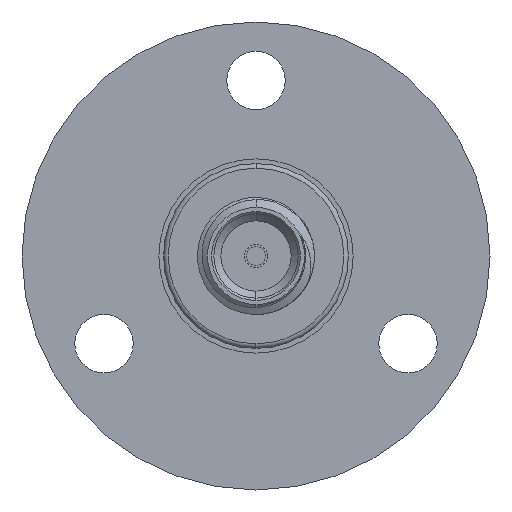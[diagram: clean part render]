
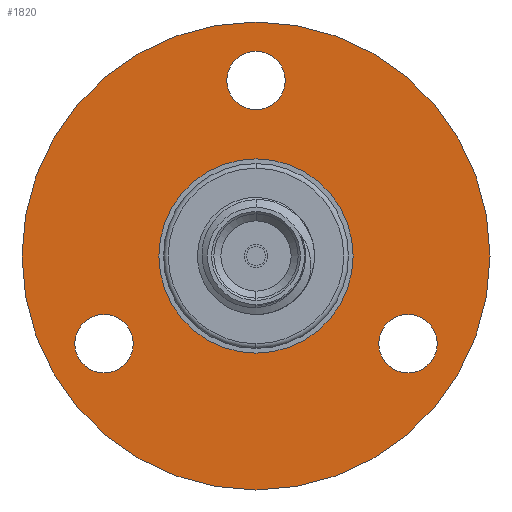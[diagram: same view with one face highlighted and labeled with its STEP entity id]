
A CAD part, left-side view. The second image highlights one B-rep face of the part: STEP entity #1820.
In plain terms, the highlighted planar face has unit normal (-1, 0, 0).
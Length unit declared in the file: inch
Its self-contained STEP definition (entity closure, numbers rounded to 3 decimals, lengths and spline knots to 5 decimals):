
#96 = CIRCLE ( 'NONE', #314, 0.0625 ) ;
#249 = DIRECTION ( 'NONE',  ( -1., 0., 0. ) ) ;
#314 = AXIS2_PLACEMENT_3D ( 'NONE', #1947, #13250, #8041 ) ;
#591 = AXIS2_PLACEMENT_3D ( 'NONE', #5500, #8728, #12713 ) ;
#616 = DIRECTION ( 'NONE',  ( -1., 0., 0. ) ) ;
#617 = VERTEX_POINT ( 'NONE', #4903 ) ;
#695 = DIRECTION ( 'NONE',  ( 0., 0., 1. ) ) ;
#798 = AXIS2_PLACEMENT_3D ( 'NONE', #7604, #6581, #12284 ) ;
#825 = EDGE_CURVE ( 'NONE', #2373, #4022, #7577, .T. ) ;
#868 = ORIENTED_EDGE ( 'NONE', *, *, #2668, .F. ) ;
#1069 = EDGE_CURVE ( 'NONE', #1288, #6291, #8898, .T. ) ;
#1288 = VERTEX_POINT ( 'NONE', #12584 ) ;
#1347 = DIRECTION ( 'NONE',  ( 0., 0., 1. ) ) ;
#1564 = VERTEX_POINT ( 'NONE', #6125 ) ;
#1585 = CARTESIAN_POINT ( 'NONE',  ( 0.272, -0.32476, -0.125 ) ) ;
#1820 = ADVANCED_FACE ( 'NONE', ( #3931, #8040, #7011, #3727, #13249 ), #11259, .F. ) ;
#1947 = CARTESIAN_POINT ( 'NONE',  ( 0.272, 0.32476, -0.1875 ) ) ;
#2267 = EDGE_LOOP ( 'NONE', ( #13283, #3476 ) ) ;
#2357 = EDGE_CURVE ( 'NONE', #1564, #617, #4749, .T. ) ;
#2373 = VERTEX_POINT ( 'NONE', #11075 ) ;
#2531 = VERTEX_POINT ( 'NONE', #12507 ) ;
#2668 = EDGE_CURVE ( 'NONE', #617, #1564, #6071, .T. ) ;
#2720 = DIRECTION ( 'NONE',  ( -1., 0., 0. ) ) ;
#2763 = CARTESIAN_POINT ( 'NONE',  ( 0.272, 0.2075, 0. ) ) ;
#2814 = ORIENTED_EDGE ( 'NONE', *, *, #5891, .F. ) ;
#3202 = CARTESIAN_POINT ( 'NONE',  ( 0.272, -0.32476, -0.25 ) ) ;
#3217 = AXIS2_PLACEMENT_3D ( 'NONE', #8979, #616, #5893 ) ;
#3218 = ORIENTED_EDGE ( 'NONE', *, *, #825, .T. ) ;
#3452 = DIRECTION ( 'NONE',  ( -1., 0., 0. ) ) ;
#3476 = ORIENTED_EDGE ( 'NONE', *, *, #1069, .F. ) ;
#3727 = FACE_BOUND ( 'NONE', #2267, .T. ) ;
#3919 = DIRECTION ( 'NONE',  ( 0., 0., 1. ) ) ;
#3931 = FACE_BOUND ( 'NONE', #7476, .T. ) ;
#4022 = VERTEX_POINT ( 'NONE', #7628 ) ;
#4057 = VERTEX_POINT ( 'NONE', #1585 ) ;
#4433 = DIRECTION ( 'NONE',  ( 0., 0., 1. ) ) ;
#4494 = ORIENTED_EDGE ( 'NONE', *, *, #10570, .F. ) ;
#4749 = CIRCLE ( 'NONE', #7160, 0.0625 ) ;
#4903 = CARTESIAN_POINT ( 'NONE',  ( 0.272, 0., 0.3125 ) ) ;
#4950 = CIRCLE ( 'NONE', #6694, 0.5 ) ;
#5139 = CIRCLE ( 'NONE', #13456, 0.0625 ) ;
#5500 = CARTESIAN_POINT ( 'NONE',  ( 0.272, 0., 0.375 ) ) ;
#5582 = CIRCLE ( 'NONE', #6025, 0.0625 ) ;
#5834 = AXIS2_PLACEMENT_3D ( 'NONE', #2763, #12018, #7966 ) ;
#5891 = EDGE_CURVE ( 'NONE', #13144, #2531, #6029, .T. ) ;
#5893 = DIRECTION ( 'NONE',  ( 0., 0., 1. ) ) ;
#6025 = AXIS2_PLACEMENT_3D ( 'NONE', #11963, #8806, #9891 ) ;
#6029 = CIRCLE ( 'NONE', #11292, 0.0625 ) ;
#6033 = EDGE_CURVE ( 'NONE', #4022, #2373, #4950, .T. ) ;
#6071 = CIRCLE ( 'NONE', #591, 0.0625 ) ;
#6125 = CARTESIAN_POINT ( 'NONE',  ( 0.272, 0., 0.4375 ) ) ;
#6268 = AXIS2_PLACEMENT_3D ( 'NONE', #8948, #13134, #1347 ) ;
#6291 = VERTEX_POINT ( 'NONE', #12065 ) ;
#6304 = ORIENTED_EDGE ( 'NONE', *, *, #2357, .F. ) ;
#6484 = CARTESIAN_POINT ( 'NONE',  ( 0.272, 0., 0.375 ) ) ;
#6581 = DIRECTION ( 'NONE',  ( -1., 0., 0. ) ) ;
#6694 = AXIS2_PLACEMENT_3D ( 'NONE', #11323, #7332, #3919 ) ;
#7011 = FACE_BOUND ( 'NONE', #10182, .T. ) ;
#7160 = AXIS2_PLACEMENT_3D ( 'NONE', #6484, #249, #4433 ) ;
#7332 = DIRECTION ( 'NONE',  ( -1., 0., 0. ) ) ;
#7476 = EDGE_LOOP ( 'NONE', ( #4494, #13210 ) ) ;
#7577 = CIRCLE ( 'NONE', #798, 0.5 ) ;
#7604 = CARTESIAN_POINT ( 'NONE',  ( 0.272, 0., 0. ) ) ;
#7628 = CARTESIAN_POINT ( 'NONE',  ( 0.272, 0., 0.5 ) ) ;
#7657 = VERTEX_POINT ( 'NONE', #3202 ) ;
#7666 = CARTESIAN_POINT ( 'NONE',  ( 0.272, -0.32476, -0.1875 ) ) ;
#7966 = DIRECTION ( 'NONE',  ( 0., 1., 0. ) ) ;
#8040 = FACE_BOUND ( 'NONE', #10625, .T. ) ;
#8041 = DIRECTION ( 'NONE',  ( 0., 0., 1. ) ) ;
#8044 = EDGE_CURVE ( 'NONE', #2531, #13144, #96, .T. ) ;
#8728 = DIRECTION ( 'NONE',  ( -1., 0., 0. ) ) ;
#8806 = DIRECTION ( 'NONE',  ( -1., 0., 0. ) ) ;
#8898 = CIRCLE ( 'NONE', #3217, 0.2075 ) ;
#8948 = CARTESIAN_POINT ( 'NONE',  ( 0.272, 0., 0. ) ) ;
#8979 = CARTESIAN_POINT ( 'NONE',  ( 0.272, 0., 0. ) ) ;
#9328 = CIRCLE ( 'NONE', #6268, 0.2075 ) ;
#9532 = CARTESIAN_POINT ( 'NONE',  ( 0.272, 0.32476, -0.25 ) ) ;
#9672 = CARTESIAN_POINT ( 'NONE',  ( 0.272, 0.32476, -0.1875 ) ) ;
#9734 = EDGE_CURVE ( 'NONE', #7657, #4057, #5139, .T. ) ;
#9891 = DIRECTION ( 'NONE',  ( 0., 0., 1. ) ) ;
#10182 = EDGE_LOOP ( 'NONE', ( #6304, #868 ) ) ;
#10570 = EDGE_CURVE ( 'NONE', #4057, #7657, #5582, .T. ) ;
#10625 = EDGE_LOOP ( 'NONE', ( #13471, #2814 ) ) ;
#10880 = DIRECTION ( 'NONE',  ( 0., 0., 1. ) ) ;
#11075 = CARTESIAN_POINT ( 'NONE',  ( 0.272, 0., -0.5 ) ) ;
#11259 = PLANE ( 'NONE',  #5834 ) ;
#11292 = AXIS2_PLACEMENT_3D ( 'NONE', #9672, #3452, #695 ) ;
#11323 = CARTESIAN_POINT ( 'NONE',  ( 0.272, 0., 0. ) ) ;
#11963 = CARTESIAN_POINT ( 'NONE',  ( 0.272, -0.32476, -0.1875 ) ) ;
#12018 = DIRECTION ( 'NONE',  ( 1., 0., 0. ) ) ;
#12065 = CARTESIAN_POINT ( 'NONE',  ( 0.272, 0., 0.2075 ) ) ;
#12284 = DIRECTION ( 'NONE',  ( 0., 0., 1. ) ) ;
#12377 = EDGE_CURVE ( 'NONE', #6291, #1288, #9328, .T. ) ;
#12507 = CARTESIAN_POINT ( 'NONE',  ( 0.272, 0.32476, -0.125 ) ) ;
#12584 = CARTESIAN_POINT ( 'NONE',  ( 0.272, 0., -0.2075 ) ) ;
#12713 = DIRECTION ( 'NONE',  ( 0., 0., 1. ) ) ;
#12987 = ORIENTED_EDGE ( 'NONE', *, *, #6033, .T. ) ;
#13134 = DIRECTION ( 'NONE',  ( -1., 0., 0. ) ) ;
#13144 = VERTEX_POINT ( 'NONE', #9532 ) ;
#13210 = ORIENTED_EDGE ( 'NONE', *, *, #9734, .F. ) ;
#13249 = FACE_OUTER_BOUND ( 'NONE', #13506, .T. ) ;
#13250 = DIRECTION ( 'NONE',  ( -1., 0., 0. ) ) ;
#13283 = ORIENTED_EDGE ( 'NONE', *, *, #12377, .F. ) ;
#13456 = AXIS2_PLACEMENT_3D ( 'NONE', #7666, #2720, #10880 ) ;
#13471 = ORIENTED_EDGE ( 'NONE', *, *, #8044, .F. ) ;
#13506 = EDGE_LOOP ( 'NONE', ( #12987, #3218 ) ) ;
